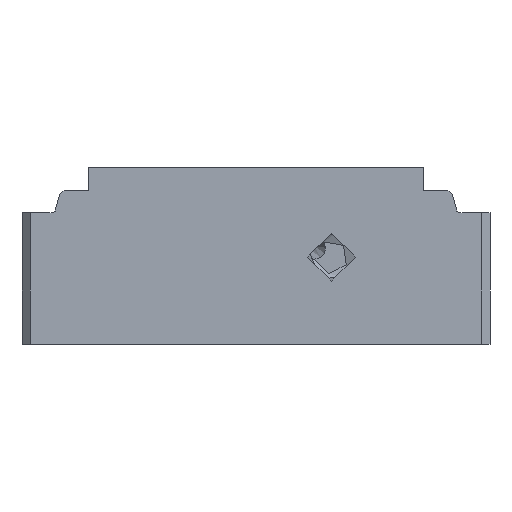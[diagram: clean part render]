
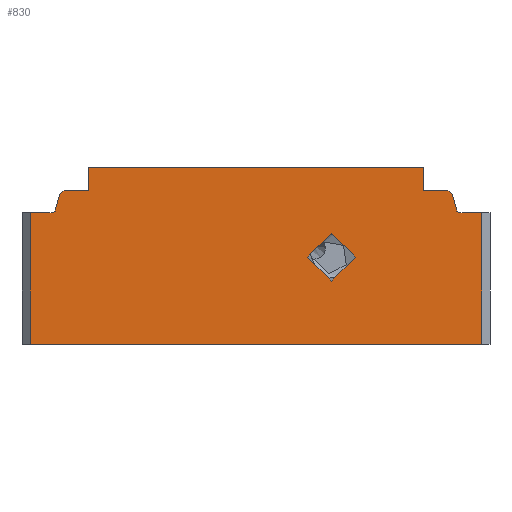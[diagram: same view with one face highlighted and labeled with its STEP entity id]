
A CAD part, left-side view. The second image highlights one B-rep face of the part: STEP entity #830.
In plain terms, the highlighted planar face has unit normal (-1, 0, 0).
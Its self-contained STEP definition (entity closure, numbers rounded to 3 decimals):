
#830=ADVANCED_FACE('',(#1970,#1971),#1972,.T.);
#1970=FACE_BOUND('',#6161,.T.);
#1971=FACE_OUTER_BOUND('',#6162,.T.);
#1972=PLANE('',#6163);
#6161=EDGE_LOOP('',(#9592));
#6162=EDGE_LOOP('',(#9593,#9594,#9595,#9596,#9597,#9598,#9599,#9600,#9601,#9602,#9603,#9604,#9605,#9606,#9607,#9608));
#6163=AXIS2_PLACEMENT_3D('',#9609,#9610,#9611);
#9592=ORIENTED_EDGE('',*,*,#13128,.F.);
#9593=ORIENTED_EDGE('',*,*,#13129,.T.);
#9594=ORIENTED_EDGE('',*,*,#13130,.T.);
#9595=ORIENTED_EDGE('',*,*,#12673,.T.);
#9596=ORIENTED_EDGE('',*,*,#12950,.T.);
#9597=ORIENTED_EDGE('',*,*,#12678,.T.);
#9598=ORIENTED_EDGE('',*,*,#12683,.T.);
#9599=ORIENTED_EDGE('',*,*,#12813,.F.);
#9600=ORIENTED_EDGE('',*,*,#12910,.F.);
#9601=ORIENTED_EDGE('',*,*,#12693,.T.);
#9602=ORIENTED_EDGE('',*,*,#12915,.T.);
#9603=ORIENTED_EDGE('',*,*,#12809,.F.);
#9604=ORIENTED_EDGE('',*,*,#13131,.T.);
#9605=ORIENTED_EDGE('',*,*,#13132,.T.);
#9606=ORIENTED_EDGE('',*,*,#12954,.T.);
#9607=ORIENTED_EDGE('',*,*,#12724,.T.);
#9608=ORIENTED_EDGE('',*,*,#13133,.T.);
#9609=CARTESIAN_POINT('',(-45.8,55.0,-35.0));
#9610=DIRECTION('',(-1.0,0.,0.0));
#9611=DIRECTION('',(0.,1.0,0.0));
#12673=EDGE_CURVE('',#14609,#14607,#14610,.T.);
#12678=EDGE_CURVE('',#14618,#14616,#14619,.T.);
#12683=EDGE_CURVE('',#14616,#14624,#14626,.F.);
#12693=EDGE_CURVE('',#14640,#14638,#14641,.T.);
#12724=EDGE_CURVE('',#14693,#14691,#14694,.T.);
#12809=EDGE_CURVE('',#14859,#14861,#14862,.T.);
#12813=EDGE_CURVE('',#14866,#14624,#14868,.T.);
#12910=EDGE_CURVE('',#14640,#14866,#15008,.T.);
#12915=EDGE_CURVE('',#14638,#14861,#15015,.T.);
#12950=EDGE_CURVE('',#14607,#14618,#15064,.F.);
#12954=EDGE_CURVE('',#15067,#14693,#15070,.F.);
#13128=EDGE_CURVE('',#15310,#15310,#15311,.T.);
#13129=EDGE_CURVE('',#15312,#15313,#15314,.T.);
#13130=EDGE_CURVE('',#15313,#14609,#15315,.T.);
#13131=EDGE_CURVE('',#14859,#15316,#15317,.F.);
#13132=EDGE_CURVE('',#15316,#15067,#15318,.T.);
#13133=EDGE_CURVE('',#14691,#15312,#15319,.T.);
#14607=VERTEX_POINT('',#18431);
#14609=VERTEX_POINT('',#18434);
#14610=LINE('',#18435,#18436);
#14616=VERTEX_POINT('',#18443);
#14618=VERTEX_POINT('',#18446);
#14619=LINE('',#18447,#18448);
#14624=VERTEX_POINT('',#18454);
#14626=LINE('',#18457,#18458);
#14638=VERTEX_POINT('',#18475);
#14640=VERTEX_POINT('',#18478);
#14641=LINE('',#18479,#18480);
#14691=VERTEX_POINT('',#18548);
#14693=VERTEX_POINT('',#18551);
#14694=LINE('',#18552,#18553);
#14859=VERTEX_POINT('',#19216);
#14861=VERTEX_POINT('',#19219);
#14862=LINE('',#19220,#19221);
#14866=VERTEX_POINT('',#19227);
#14868=LINE('',#19230,#19231);
#15008=LINE('',#19494,#19495);
#15015=LINE('',#19504,#19505);
#15064=CIRCLE('',#19585,0.5);
#15067=VERTEX_POINT('',#19588);
#15070=CIRCLE('',#19597,0.5);
#15310=VERTEX_POINT('',#20084);
#15311=CIRCLE('',#20085,5.723);
#15312=VERTEX_POINT('',#20086);
#15313=VERTEX_POINT('',#20087);
#15314=LINE('',#20088,#20089);
#15315=LINE('',#20090,#20091);
#15316=VERTEX_POINT('',#20092);
#15317=LINE('',#20093,#20094);
#15318=LINE('',#20095,#20096);
#15319=LINE('',#20097,#20098);
#18431=CARTESIAN_POINT('',(-45.8,-48.391,-4.4));
#18434=CARTESIAN_POINT('',(-45.8,-53.8,-4.4));
#18435=CARTESIAN_POINT('',(-45.8,55.0,-4.4));
#18436=VECTOR('',#22927,1.0);
#18443=CARTESIAN_POINT('',(-45.8,-46.832,-0.014));
#18446=CARTESIAN_POINT('',(-45.8,-47.908,-4.029));
#18447=CARTESIAN_POINT('',(-45.8,-48.757,-7.198));
#18448=VECTOR('',#22933,1.0);
#18454=CARTESIAN_POINT('',(-45.8,-45.772,0.8));
#18457=CARTESIAN_POINT('',(-45.8,0.365,36.202));
#18458=VECTOR('',#22939,1.0);
#18475=CARTESIAN_POINT('',(-45.8,40.0,6.3));
#18478=CARTESIAN_POINT('',(-45.8,-40.0,6.3));
#18479=CARTESIAN_POINT('',(-45.8,-40.0,6.3));
#18480=VECTOR('',#22946,1.0);
#18548=CARTESIAN_POINT('',(-45.8,53.8,-4.4));
#18551=CARTESIAN_POINT('',(-45.8,48.391,-4.4));
#18552=CARTESIAN_POINT('',(-45.8,55.0,-4.4));
#18553=VECTOR('',#22981,1.0);
#19216=CARTESIAN_POINT('',(-45.8,45.772,0.8));
#19219=CARTESIAN_POINT('',(-45.8,40.0,0.8));
#19220=CARTESIAN_POINT('',(-45.8,-55.0,0.8));
#19221=VECTOR('',#23022,1.0);
#19227=CARTESIAN_POINT('',(-45.8,-40.0,0.8));
#19230=CARTESIAN_POINT('',(-45.8,-55.0,0.8));
#19231=VECTOR('',#23026,1.0);
#19494=CARTESIAN_POINT('',(-45.8,-40.0,0.0));
#19495=VECTOR('',#23129,1.0);
#19504=CARTESIAN_POINT('',(-45.8,40.0,0.0));
#19505=VECTOR('',#23135,1.0);
#19585=AXIS2_PLACEMENT_3D('',#23178,#23179,#23180);
#19588=CARTESIAN_POINT('',(-45.8,47.908,-4.029));
#19597=AXIS2_PLACEMENT_3D('',#23182,#23183,#23184);
#20084=CARTESIAN_POINT('',(-45.8,-23.723,-15.));
#20085=AXIS2_PLACEMENT_3D('',#23368,#23369,#23370);
#20086=CARTESIAN_POINT('',(-45.8,53.8,-35.8));
#20087=CARTESIAN_POINT('',(-45.8,-53.8,-35.8));
#20088=CARTESIAN_POINT('',(-45.8,-55.0,-35.8));
#20089=VECTOR('',#23371,1.0);
#20090=CARTESIAN_POINT('',(-45.8,-53.8,-35.0));
#20091=VECTOR('',#23372,1.0);
#20092=CARTESIAN_POINT('',(-45.8,46.832,-0.014));
#20093=CARTESIAN_POINT('',(-45.8,68.87,-16.924));
#20094=VECTOR('',#23373,1.0);
#20095=CARTESIAN_POINT('',(-45.8,56.126,-34.698));
#20096=VECTOR('',#23374,1.0);
#20097=CARTESIAN_POINT('',(-45.8,53.8,-35.0));
#20098=VECTOR('',#23375,1.0);
#22927=DIRECTION('',(0.,1.0,0.0));
#22933=DIRECTION('',(0.,0.259,0.966));
#22939=DIRECTION('',(0.,-0.793,-0.609));
#22946=DIRECTION('',(0.,1.0,0.0));
#22981=DIRECTION('',(0.,1.0,0.0));
#23022=DIRECTION('',(0.,-1.0,0.0));
#23026=DIRECTION('',(0.,-1.0,0.0));
#23129=DIRECTION('',(0.0,0.0,-1.0));
#23135=DIRECTION('',(0.0,0.0,-1.0));
#23178=CARTESIAN_POINT('',(-45.8,-48.391,-3.9));
#23179=DIRECTION('',(-1.0,0.,0.0));
#23180=DIRECTION('',(0.,-1.0,0.0));
#23182=CARTESIAN_POINT('',(-45.8,48.391,-3.9));
#23183=DIRECTION('',(-1.0,0.,0.0));
#23184=DIRECTION('',(0.,-1.0,0.0));
#23368=CARTESIAN_POINT('',(-45.8,-18.0,-15.));
#23369=DIRECTION('',(-1.0,0.,0.0));
#23370=DIRECTION('',(0.,-1.0,0.0));
#23371=DIRECTION('',(0.,-1.0,0.0));
#23372=DIRECTION('',(0.0,0.0,1.0));
#23373=DIRECTION('',(0.,-0.793,0.609));
#23374=DIRECTION('',(0.,0.259,-0.966));
#23375=DIRECTION('',(0.0,0.0,-1.0));
